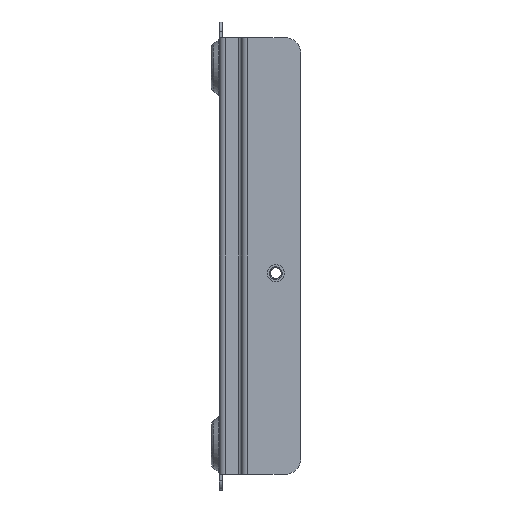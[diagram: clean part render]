
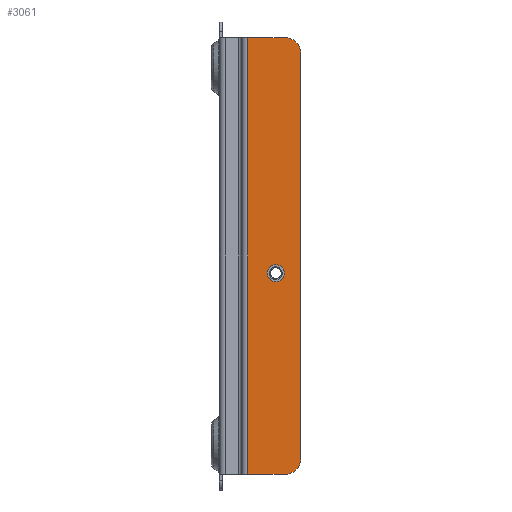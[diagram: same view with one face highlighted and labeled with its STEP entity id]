
A CAD part, left-side view. The second image highlights one B-rep face of the part: STEP entity #3061.
In plain terms, the highlighted planar face has unit normal (-1, 0, 0).
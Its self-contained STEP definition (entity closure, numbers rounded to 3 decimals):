
#2672=FACE_BOUND('',#3816,.T.);
#2673=FACE_BOUND('',#3817,.T.);
#2817=PLANE('',#9055);
#3061=ADVANCED_FACE('',(#2672,#2673),#2817,.T.);
#3816=EDGE_LOOP('',(#4553,#4554,#4555,#4556,#4557,#4558));
#3817=EDGE_LOOP('',(#4559));
#4246=CIRCLE('',#9033,2.7);
#4248=CIRCLE('',#9036,5.);
#4250=CIRCLE('',#9039,5.);
#4553=ORIENTED_EDGE('',*,*,#6864,.F.);
#4554=ORIENTED_EDGE('',*,*,#6845,.T.);
#4555=ORIENTED_EDGE('',*,*,#6867,.T.);
#4556=ORIENTED_EDGE('',*,*,#6854,.T.);
#4557=ORIENTED_EDGE('',*,*,#6868,.F.);
#4558=ORIENTED_EDGE('',*,*,#6841,.T.);
#4559=ORIENTED_EDGE('',*,*,#6838,.F.);
#6237=VERTEX_POINT('',#11512);
#6240=VERTEX_POINT('',#11518);
#6241=VERTEX_POINT('',#11520);
#6244=VERTEX_POINT('',#11527);
#6245=VERTEX_POINT('',#11529);
#6251=VERTEX_POINT('',#11543);
#6253=VERTEX_POINT('',#11547);
#6838=EDGE_CURVE('',#6237,#6237,#4246,.T.);
#6841=EDGE_CURVE('',#6241,#6240,#4248,.T.);
#6845=EDGE_CURVE('',#6245,#6244,#4250,.T.);
#6854=EDGE_CURVE('',#6251,#6253,#7701,.T.);
#6864=EDGE_CURVE('',#6245,#6240,#7707,.T.);
#6867=EDGE_CURVE('',#6244,#6251,#7710,.T.);
#6868=EDGE_CURVE('',#6241,#6253,#7711,.T.);
#7701=LINE('',#11548,#8367);
#7707=LINE('',#11569,#8373);
#7710=LINE('',#11574,#8376);
#7711=LINE('',#11575,#8377);
#8367=VECTOR('',#9744,1.);
#8373=VECTOR('',#9764,1.);
#8376=VECTOR('',#9771,1.);
#8377=VECTOR('',#9772,1.);
#9033=AXIS2_PLACEMENT_3D('',#11511,#9711,#9712);
#9036=AXIS2_PLACEMENT_3D('',#11519,#9718,#9719);
#9039=AXIS2_PLACEMENT_3D('',#11528,#9726,#9727);
#9055=AXIS2_PLACEMENT_3D('',#11576,#9773,#9774);
#9711=DIRECTION('',(-1.,0.,0.));
#9712=DIRECTION('',(0.,1.,0.));
#9718=DIRECTION('',(-1.,0.,0.));
#9719=DIRECTION('',(0.,-1.,0.));
#9726=DIRECTION('',(-1.,0.,0.));
#9727=DIRECTION('',(0.,-1.,0.));
#9744=DIRECTION('',(0.,-1.,0.));
#9764=DIRECTION('',(0.,-1.,0.));
#9771=DIRECTION('',(0.,0.,-1.));
#9772=DIRECTION('',(0.,0.,-1.));
#9773=DIRECTION('',(-1.,0.,0.));
#9774=DIRECTION('',(0.,-1.,0.));
#11511=CARTESIAN_POINT('',(-106.75,-0.001,10.));
#11512=CARTESIAN_POINT('',(-106.75,2.699,10.));
#11518=CARTESIAN_POINT('',(-106.75,-59.,18.));
#11519=CARTESIAN_POINT('',(-106.75,-59.,13.));
#11520=CARTESIAN_POINT('',(-106.75,-64.,13.));
#11527=CARTESIAN_POINT('',(-106.75,75.,13.));
#11528=CARTESIAN_POINT('',(-106.75,70.,13.));
#11529=CARTESIAN_POINT('',(-106.75,70.,18.));
#11543=CARTESIAN_POINT('',(-106.75,75.,1.));
#11547=CARTESIAN_POINT('',(-106.75,-64.,1.));
#11548=CARTESIAN_POINT('',(-106.75,1163.6,1.));
#11569=CARTESIAN_POINT('',(-106.75,1163.6,18.));
#11574=CARTESIAN_POINT('',(-106.75,75.,18.));
#11575=CARTESIAN_POINT('',(-106.75,-64.,18.));
#11576=CARTESIAN_POINT('',(-106.75,1163.6,18.));
